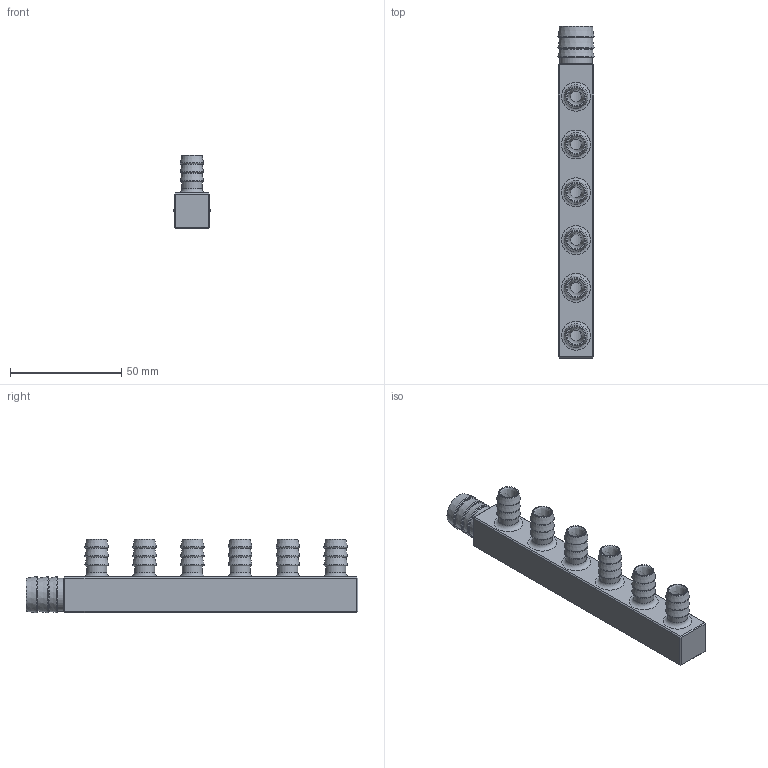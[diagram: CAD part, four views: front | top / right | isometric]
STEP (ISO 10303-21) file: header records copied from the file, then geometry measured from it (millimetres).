
FILE_DESCRIPTION(('STEP AP203'), '1');
FILE_NAME('櫻蠉錪', '', ('UNSPECIFIED'), ('UNSPECIFIED'), 'C3D Converter', 'C3D Toolkit', '');
FILE_SCHEMA(('CONFIG_CONTROL_DESIGN'));
Length unit declared in the file: millimetre
Bounding box: 16.28 x 149.3 x 33.14 mm (x, y, z)
Volume: 27627.1 mm3; surface area: 19594.9 mm2
Topology: 1 solids, 1 shells, 161 faces, 329 edges, 186 vertices
Faces by surface type: torus 56, plane 42, cone 28, cylinder 22, bspline 13
Full cylindrical faces by diameter (mm): 5 x6, 9 x12, 11 x1, 14.8 x3
Entity records: 7920 total; most frequent: CARTESIAN_POINT 4804, DIRECTION 698, ORIENTED_EDGE 472, AXIS2_PLACEMENT_3D 325, EDGE_LOOP 282, EDGE_CURVE 236, VERTEX_POINT 186, CIRCLE 176
